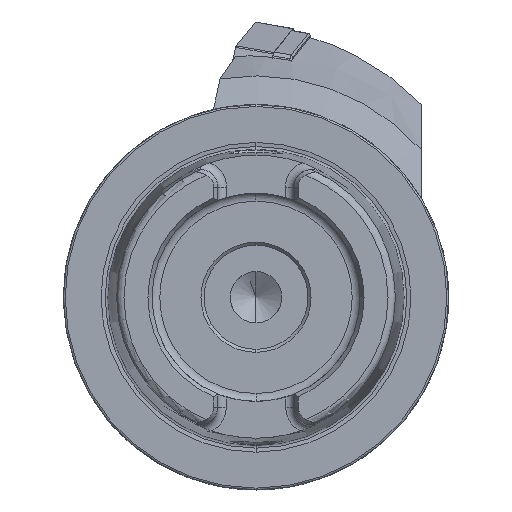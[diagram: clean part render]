
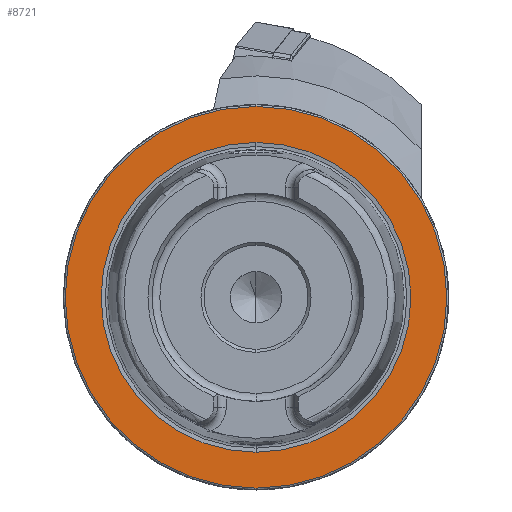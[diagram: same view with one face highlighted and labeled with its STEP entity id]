
A CAD part, left-side view. The second image highlights one B-rep face of the part: STEP entity #8721.
In plain terms, the highlighted planar face has unit normal (-1, 0, 0).
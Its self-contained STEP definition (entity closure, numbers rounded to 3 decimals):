
#86 = EDGE_CURVE ( 'NONE', #5839, #1405, #12599, .T. ) ;
#87 = EDGE_CURVE ( 'NONE', #1403, #1426, #12600, .T. ) ;
#626 = AXIS2_PLACEMENT_3D ( 'NONE', #802, #803, #804 ) ;
#629 = AXIS2_PLACEMENT_3D ( 'NONE', #813, #814, #815 ) ;
#802 = CARTESIAN_POINT ( 'NONE',  ( 0., 0., 0. ) ) ;
#803 = DIRECTION ( 'NONE',  ( -1., 0., 0. ) ) ;
#804 = DIRECTION ( 'NONE',  ( 0., 0., 1. ) ) ;
#813 = CARTESIAN_POINT ( 'NONE',  ( 0., 0., 0. ) ) ;
#814 = DIRECTION ( 'NONE',  ( -1., 0., 0. ) ) ;
#815 = DIRECTION ( 'NONE',  ( 0., 0., 1. ) ) ;
#1403 = VERTEX_POINT ( 'NONE', #6176 ) ;
#1405 = VERTEX_POINT ( 'NONE', #6177 ) ;
#1426 = VERTEX_POINT ( 'NONE', #6197 ) ;
#2990 = CARTESIAN_POINT ( 'NONE',  ( 0., 0., 0. ) ) ;
#2992 = DIRECTION ( 'NONE',  ( -1., 0., 0. ) ) ;
#2994 = DIRECTION ( 'NONE',  ( 0., 0., 1. ) ) ;
#2998 = CARTESIAN_POINT ( 'NONE',  ( 0., 0., 0. ) ) ;
#2999 = DIRECTION ( 'NONE',  ( -1., 0., 0. ) ) ;
#3001 = DIRECTION ( 'NONE',  ( 0., 0., 1. ) ) ;
#3126 = AXIS2_PLACEMENT_3D ( 'NONE', #2990, #2992, #2994 ) ;
#3127 = AXIS2_PLACEMENT_3D ( 'NONE', #2998, #2999, #3001 ) ;
#3994 = CARTESIAN_POINT ( 'NONE',  ( 0., 0., -31.2 ) ) ;
#4959 = ORIENTED_EDGE ( 'NONE', *, *, #87, .F. ) ;
#4960 = ORIENTED_EDGE ( 'NONE', *, *, #5543, .F. ) ;
#4961 = ORIENTED_EDGE ( 'NONE', *, *, #5547, .T. ) ;
#4962 = ORIENTED_EDGE ( 'NONE', *, *, #86, .T. ) ;
#5543 = EDGE_CURVE ( 'NONE', #1426, #1403, #10633, .T. ) ;
#5547 = EDGE_CURVE ( 'NONE', #1405, #5839, #10644, .T. ) ;
#5839 = VERTEX_POINT ( 'NONE', #3994 ) ;
#6176 = CARTESIAN_POINT ( 'NONE',  ( 0., 0., 25.324 ) ) ;
#6177 = CARTESIAN_POINT ( 'NONE',  ( 0., 0., 31.2 ) ) ;
#6197 = CARTESIAN_POINT ( 'NONE',  ( 0., 0., -25.324 ) ) ;
#7710 = CARTESIAN_POINT ( 'NONE',  ( 0., 31.2, 0. ) ) ;
#7713 = PLANE ( 'NONE',  #8903 ) ;
#7715 = DIRECTION ( 'NONE',  ( 1., 0., 0. ) ) ;
#7716 = DIRECTION ( 'NONE',  ( 0., 0., -1. ) ) ;
#8721 = ADVANCED_FACE ( 'NONE', ( #12446, #12468 ), #7713, .F. ) ;
#8903 = AXIS2_PLACEMENT_3D ( 'NONE', #7710, #7715, #7716 ) ;
#10633 = CIRCLE ( 'NONE', #626, 25.324 ) ;
#10644 = CIRCLE ( 'NONE', #629, 31.2 ) ;
#12357 = EDGE_LOOP ( 'NONE', ( #4961, #4962 ) ) ;
#12371 = EDGE_LOOP ( 'NONE', ( #4959, #4960 ) ) ;
#12446 = FACE_BOUND ( 'NONE', #12371, .T. ) ;
#12468 = FACE_OUTER_BOUND ( 'NONE', #12357, .T. ) ;
#12599 = CIRCLE ( 'NONE', #3126, 31.2 ) ;
#12600 = CIRCLE ( 'NONE', #3127, 25.324 ) ;
